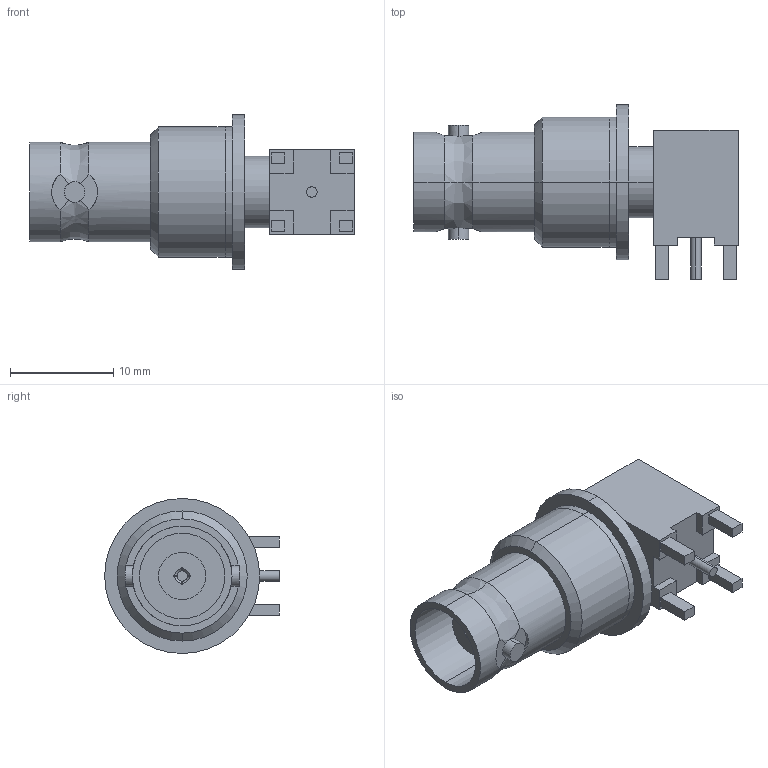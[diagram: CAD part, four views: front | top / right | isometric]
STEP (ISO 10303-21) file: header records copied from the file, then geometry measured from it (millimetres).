
FILE_DESCRIPTION (( 'STEP AP214' ), '1' );
FILE_NAME ('FMCN1814_3D.STEP', '2021-10-04T21:54:11', ( '' ), ( '' ), 'SwSTEP 2.0', 'SolidWorks 2021', '' );
FILE_SCHEMA (( 'AUTOMOTIVE_DESIGN' ));
Length unit declared in the file: inch
Products named in the file (1): FMCN1814_3D
Bounding box: 31.4 x 16.9 x 15 mm (x, y, z)
Volume: 2475.5 mm3; surface area: 1947.7 mm2
Topology: 1 solids, 2 shells, 111 faces, 270 edges, 176 vertices
Faces by surface type: plane 63, cylinder 39, cone 6, bspline 3
Entity records: 4167 total; most frequent: CARTESIAN_POINT 1050, ORIENTED_EDGE 540, DIRECTION 507, EDGE_CURVE 270, AXIS2_PLACEMENT_3D 183, VERTEX_POINT 176, LINE 141, VECTOR 141
